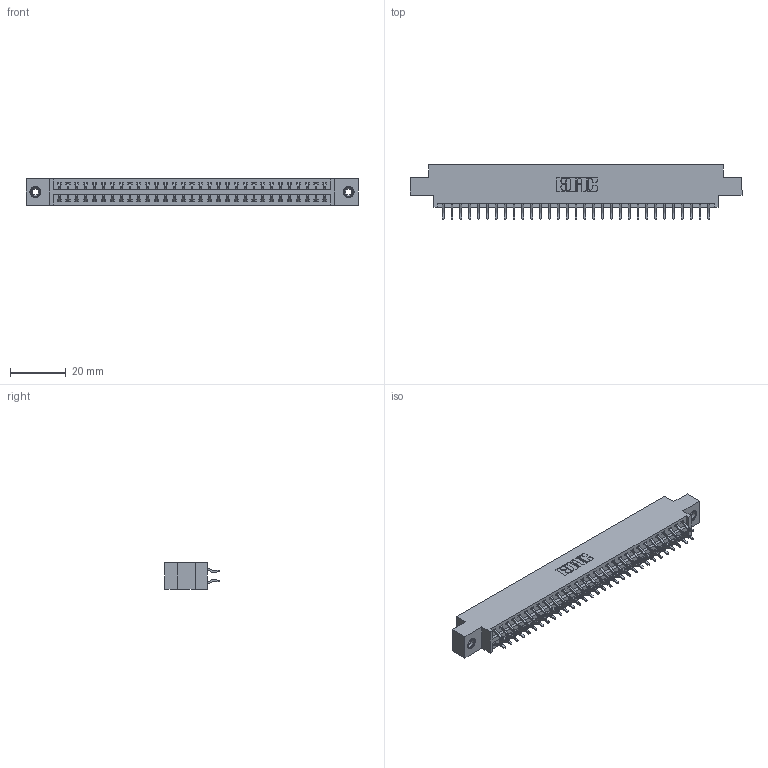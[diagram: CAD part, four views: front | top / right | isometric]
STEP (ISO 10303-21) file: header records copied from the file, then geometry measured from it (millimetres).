
FILE_DESCRIPTION (( 'STEP AP203' ), '1' );
FILE_NAME ('396-062-556-808.STEP', '2019-11-02T09:30:04', ( '' ), ( '' ), 'SwSTEP 2.0', 'SolidWorks 2016', '' );
FILE_SCHEMA (( 'CONFIG_CONTROL_DESIGN' ));
Length unit declared in the file: inch
Products named in the file (4): 346 Part_0.170 Offset - 0.156 Dia-TI; 345-292-001_556 Tail; 345-250-001_345-250-003-102; 396-062-556-808
Assembly tree (65 placements, depth 2):
  396-062-556-808
    346 Part_0.170 Offset - 0.156 Dia-TI
    345-292-001_556 Tail  x62
    345-250-001_345-250-003-102  x2
Bounding box: 119 x 19.57 x 9.4 mm (x, y, z)
Volume: 11354.9 mm3; surface area: 15577.2 mm2
Topology: 65 solids, 65 shells, 3782 faces, 11203 edges, 7378 vertices
Faces by surface type: plane 2530, cylinder 1236, cone 12, torus 4
Entity records: 23250 total; most frequent: CARTESIAN_POINT 3847, ORIENTED_EDGE 3762, DIRECTION 3455, EDGE_CURVE 1881, LINE 1597, VECTOR 1597, VERTEX_POINT 1248, AXIS2_PLACEMENT_3D 929
